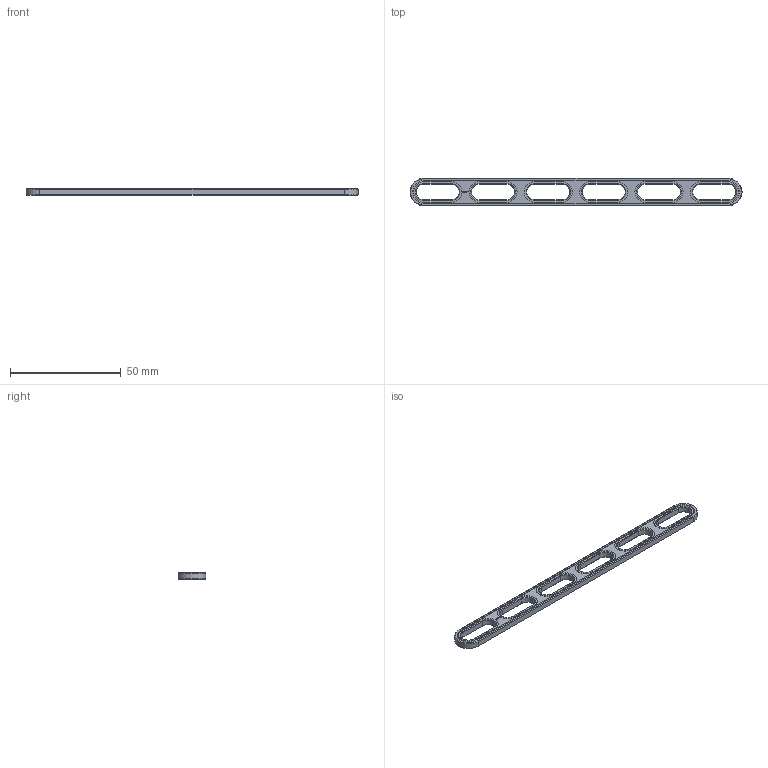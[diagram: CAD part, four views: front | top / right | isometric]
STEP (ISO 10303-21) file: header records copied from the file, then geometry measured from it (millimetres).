
FILE_DESCRIPTION(('FreeCAD Model'),'2;1');
FILE_NAME('Open CASCADE Shape Model','2021-03-28T13:50:29',('Author'),( ''),'Open CASCADE STEP processor 7.4','FreeCAD','Unknown');
FILE_SCHEMA(('AUTOMOTIVE_DESIGN { 1 0 10303 214 1 1 1 1 }'));
Length unit declared in the file: millimetre
Products named in the file (1): Brace_STR_SLT_SQT_ERR_BU12x01x00.25x02_-_SPN-BRC-0427_(stemfie.org)
Bounding box: 150 x 12.5 x 3.12 mm (x, y, z)
Volume: 3256.3 mm3; surface area: 3953.1 mm2
Topology: 1 solids, 1 shells, 633 faces, 1696 edges, 1100 vertices
Faces by surface type: plane 421, extrusion 156, cone 28, cylinder 28
Entity records: 42687 total; most frequent: CARTESIAN_POINT 9719, DIRECTION 5488, VECTOR 4268, LINE 4112, ORIENTED_EDGE 3392, PCURVE 3392, DEFINITIONAL_REPRESENTATION 3392, EDGE_CURVE 1696
